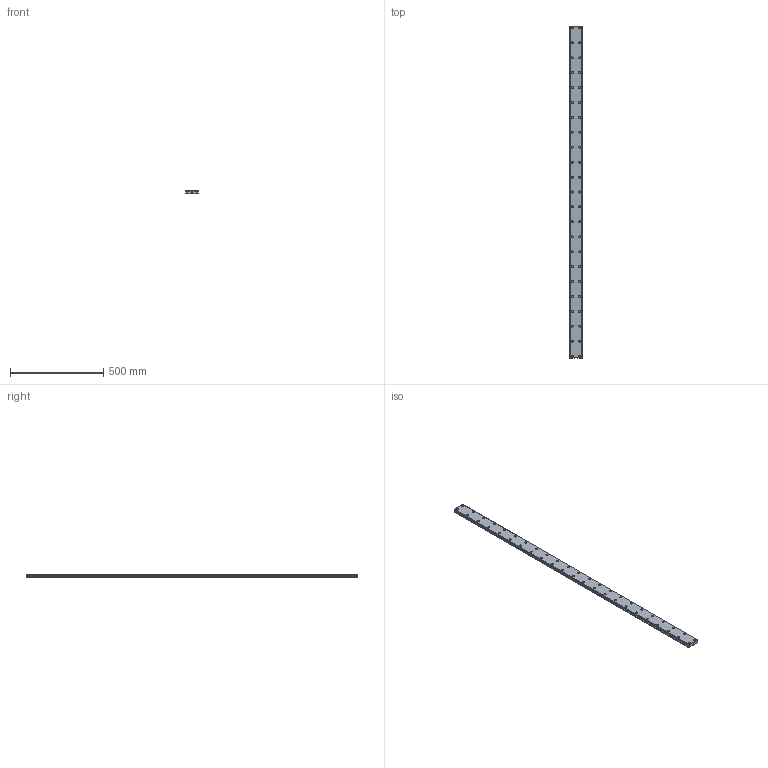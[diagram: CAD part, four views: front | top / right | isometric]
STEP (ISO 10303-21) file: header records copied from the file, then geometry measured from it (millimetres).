
FILE_DESCRIPTION(('STEP AP214'),'1');
FILE_NAME('cctmp_ECEB37CE-09B0-428A-A5C0-66D4F5B7586A_2021_03_08_08_31_12_0163..stp','2021-03-08T07:31:12',('HIWIN GmbH'),('CADClick - www.CADClick.com'),'Spatial InterOp 3D',' ','unknown authorization');
FILE_SCHEMA(('AUTOMOTIVE_DESIGN'));
Length unit declared in the file: millimetre
Products named in the file (1): WER35R1780H_FILE
Bounding box: 69 x 1780 x 19 mm (x, y, z)
Volume: 2146274.6 mm3; surface area: 348762.9 mm2
Topology: 1 solids, 1 shells, 517 faces, 1119 edges, 746 vertices
Faces by surface type: cylinder 294, plane 223
Entity records: 18501 total; most frequent: DIRECTION 2743, CARTESIAN_POINT 2383, ORIENTED_EDGE 2238, EDGE_CURVE 1119, AXIS2_PLACEMENT_3D 1106, VERTEX_POINT 746, EDGE_LOOP 659, CIRCLE 588
